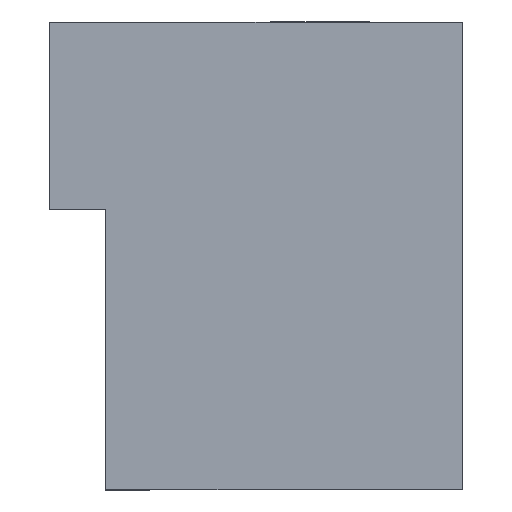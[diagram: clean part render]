
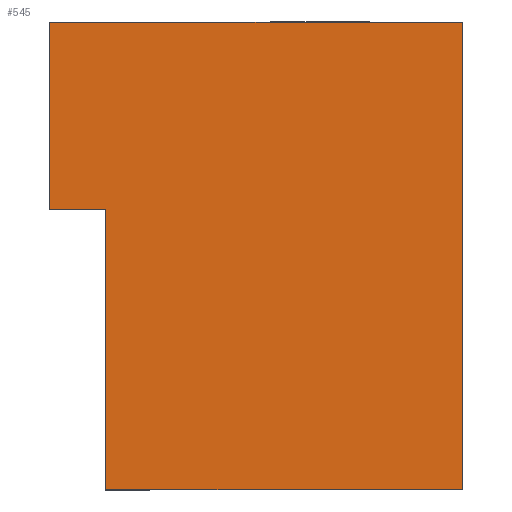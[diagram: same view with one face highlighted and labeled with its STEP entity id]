
A CAD part, front view. The second image highlights one B-rep face of the part: STEP entity #545.
In plain terms, the highlighted planar face has unit normal (0, -1, 0).
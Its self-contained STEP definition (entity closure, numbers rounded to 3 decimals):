
#47=PLANE('',#626);
#76=FACE_OUTER_BOUND('',#117,.T.);
#117=EDGE_LOOP('',(#477,#478,#479,#480,#481,#482));
#150=LINE('',#887,#190);
#154=LINE('',#906,#194);
#157=LINE('',#911,#197);
#166=LINE('',#936,#206);
#167=LINE('',#938,#207);
#168=LINE('',#939,#208);
#190=VECTOR('',#732,10.);
#194=VECTOR('',#748,10.);
#197=VECTOR('',#753,10.);
#206=VECTOR('',#782,10.);
#207=VECTOR('',#785,10.);
#208=VECTOR('',#786,10.);
#272=VERTEX_POINT('',#884);
#273=VERTEX_POINT('',#886);
#281=VERTEX_POINT('',#903);
#282=VERTEX_POINT('',#905);
#283=VERTEX_POINT('',#909);
#289=VERTEX_POINT('',#934);
#333=EDGE_CURVE('',#273,#272,#150,.T.);
#342=EDGE_CURVE('',#282,#281,#154,.T.);
#345=EDGE_CURVE('',#281,#283,#157,.T.);
#358=EDGE_CURVE('',#272,#289,#166,.T.);
#359=EDGE_CURVE('',#289,#282,#167,.T.);
#360=EDGE_CURVE('',#273,#283,#168,.T.);
#477=ORIENTED_EDGE('',*,*,#333,.T.);
#478=ORIENTED_EDGE('',*,*,#358,.T.);
#479=ORIENTED_EDGE('',*,*,#359,.T.);
#480=ORIENTED_EDGE('',*,*,#342,.T.);
#481=ORIENTED_EDGE('',*,*,#345,.T.);
#482=ORIENTED_EDGE('',*,*,#360,.F.);
#545=ADVANCED_FACE('',(#76),#47,.T.);
#626=AXIS2_PLACEMENT_3D('',#937,#783,#784);
#732=DIRECTION('',(1.,0.,0.));
#748=DIRECTION('',(0.,0.,-1.));
#753=DIRECTION('',(1.,0.,0.));
#782=DIRECTION('',(0.,0.,1.));
#783=DIRECTION('center_axis',(0.,-1.,0.));
#784=DIRECTION('ref_axis',(1.,0.,0.));
#785=DIRECTION('',(-1.,0.,0.));
#786=DIRECTION('',(0.,0.,1.));
#884=CARTESIAN_POINT('',(16.47,2.89,0.));
#886=CARTESIAN_POINT('',(-2.57,2.89,0.));
#887=CARTESIAN_POINT('',(-16.47,2.89,0.));
#903=CARTESIAN_POINT('',(-5.57,2.89,15.));
#905=CARTESIAN_POINT('',(-5.57,2.89,25.));
#906=CARTESIAN_POINT('',(-5.57,2.89,25.));
#909=CARTESIAN_POINT('',(-2.57,2.89,15.));
#911=CARTESIAN_POINT('',(-5.57,2.89,15.));
#934=CARTESIAN_POINT('',(16.47,2.89,25.));
#936=CARTESIAN_POINT('',(16.47,2.89,0.));
#937=CARTESIAN_POINT('Origin',(-2.57,2.89,0.));
#938=CARTESIAN_POINT('',(-2.57,2.89,25.));
#939=CARTESIAN_POINT('',(-2.57,2.89,0.));
